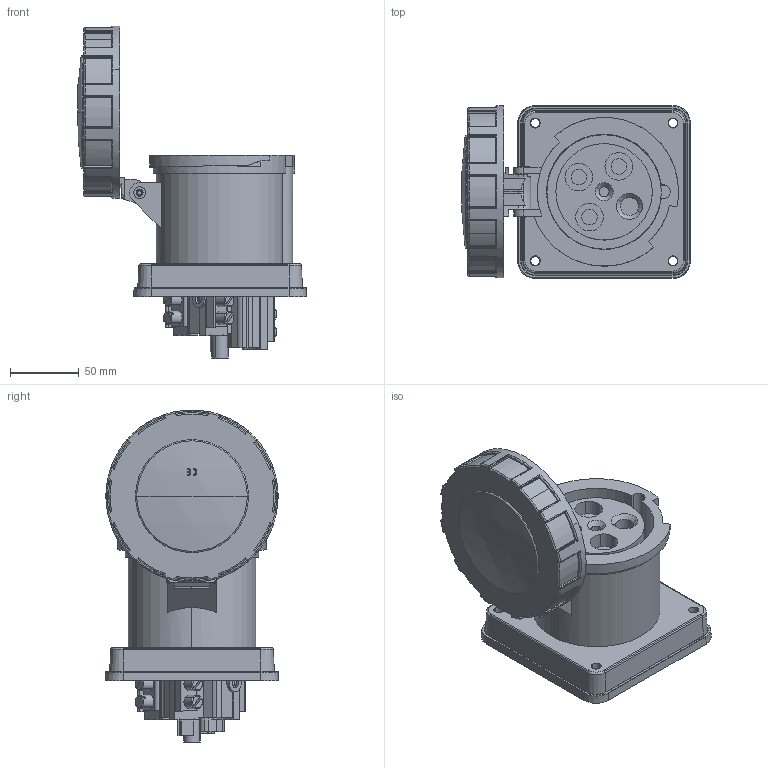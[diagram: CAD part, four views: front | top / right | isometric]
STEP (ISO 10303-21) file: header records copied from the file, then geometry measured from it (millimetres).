
FILE_DESCRIPTION (( 'STEP AP203' ), '1' );
FILE_NAME ('BRY4100R7W.step', '2022-08-17T19:27:16', ( '' ), ( '' ), 'SwSTEP 2.0', 'SolidWorks 2021', '' );
FILE_SCHEMA (( 'CONFIG_CONTROL_DESIGN' ));
Length unit declared in the file: millimetre
Products named in the file (1): BRY4100R7W
Bounding box: 166.33 x 125.5 x 241 mm (x, y, z)
Volume: 1082497.3 mm3; surface area: 182435 mm2
Topology: 2 solids, 2 shells, 974 faces, 2627 edges, 1680 vertices
Faces by surface type: plane 447, cylinder 361, cone 75, torus 57, sphere 34
Entity records: 31966 total; most frequent: CARTESIAN_POINT 7525, ORIENTED_EDGE 5182, DIRECTION 5126, EDGE_CURVE 2591, AXIS2_PLACEMENT_3D 1845, VERTEX_POINT 1662, LINE 1436, VECTOR 1436
